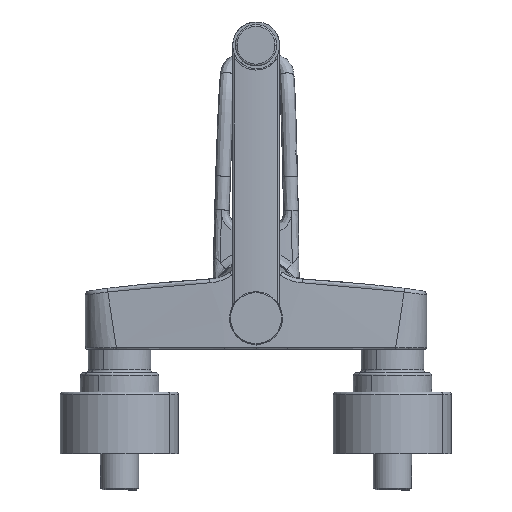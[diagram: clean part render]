
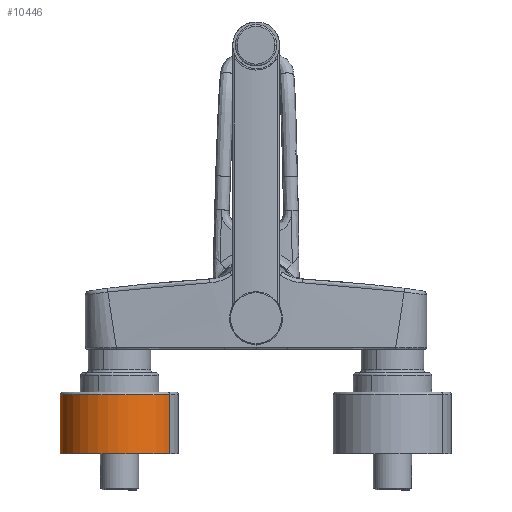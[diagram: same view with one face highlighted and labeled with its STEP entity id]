
A CAD part, front view. The second image highlights one B-rep face of the part: STEP entity #10446.
In plain terms, the highlighted cylindrical face has radius 32.5 mm (diameter 65 mm), a partial arc.
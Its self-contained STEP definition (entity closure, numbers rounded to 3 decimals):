
#214 = FACE_OUTER_BOUND ( 'NONE', #12375, .T. ) ;
#1897 = CARTESIAN_POINT ( 'NONE',  ( -47.344, -17.167, -23.552 ) ) ;
#2138 = CARTESIAN_POINT ( 'NONE',  ( -75., -0.098, -24.953 ) ) ;
#2389 = EDGE_CURVE ( 'NONE', #11046, #9311, #9471, .T. ) ;
#2546 = DIRECTION ( 'NONE',  ( 0., 0., 1. ) ) ;
#3067 = DIRECTION ( 'NONE',  ( 0., 0., -1. ) ) ;
#3626 = DIRECTION ( 'NONE',  ( 0., 0., -1. ) ) ;
#3931 = EDGE_CURVE ( 'NONE', #23046, #9311, #18155, .T. ) ;
#4468 = AXIS2_PLACEMENT_3D ( 'NONE', #12568, #3626, #5415 ) ;
#5415 = DIRECTION ( 'NONE',  ( 0.851, -0.525, 0. ) ) ;
#6100 = ORIENTED_EDGE ( 'NONE', *, *, #22123, .T. ) ;
#6296 = DIRECTION ( 'NONE',  ( -0.851, 0.525, 0. ) ) ;
#7752 = CARTESIAN_POINT ( 'NONE',  ( -102.656, 16.972, -57.452 ) ) ;
#9311 = VERTEX_POINT ( 'NONE', #13847 ) ;
#9471 = CIRCLE ( 'NONE', #18810, 32.5 ) ;
#9969 = LINE ( 'NONE', #12006, #21987 ) ;
#10009 = AXIS2_PLACEMENT_3D ( 'NONE', #2138, #18333, #12877 ) ;
#10181 = ORIENTED_EDGE ( 'NONE', *, *, #20901, .T. ) ;
#10284 = VERTEX_POINT ( 'NONE', #21103 ) ;
#10446 = ADVANCED_FACE ( 'NONE', ( #214 ), #14471, .T. ) ;
#10722 = ORIENTED_EDGE ( 'NONE', *, *, #3931, .F. ) ;
#10797 = CIRCLE ( 'NONE', #10009, 32.5 ) ;
#11046 = VERTEX_POINT ( 'NONE', #7752 ) ;
#11132 = ORIENTED_EDGE ( 'NONE', *, *, #2389, .T. ) ;
#12006 = CARTESIAN_POINT ( 'NONE',  ( -102.656, 16.972, -23.552 ) ) ;
#12375 = EDGE_LOOP ( 'NONE', ( #6100, #10181, #11132, #10722 ) ) ;
#12568 = CARTESIAN_POINT ( 'NONE',  ( -75., -0.098, -23.552 ) ) ;
#12877 = DIRECTION ( 'NONE',  ( 0.525, 0.851, 0. ) ) ;
#13847 = CARTESIAN_POINT ( 'NONE',  ( -47.344, -17.167, -57.452 ) ) ;
#14431 = DIRECTION ( 'NONE',  ( 0., 0., -1. ) ) ;
#14471 = CYLINDRICAL_SURFACE ( 'NONE', #4468, 32.5 ) ;
#17024 = VECTOR ( 'NONE', #14431, 1000. ) ;
#18155 = LINE ( 'NONE', #1897, #17024 ) ;
#18333 = DIRECTION ( 'NONE',  ( 0., 0., -1. ) ) ;
#18750 = CARTESIAN_POINT ( 'NONE',  ( -75., -0.098, -57.452 ) ) ;
#18810 = AXIS2_PLACEMENT_3D ( 'NONE', #18750, #2546, #6296 ) ;
#20901 = EDGE_CURVE ( 'NONE', #10284, #11046, #9969, .T. ) ;
#21103 = CARTESIAN_POINT ( 'NONE',  ( -102.656, 16.972, -24.953 ) ) ;
#21987 = VECTOR ( 'NONE', #3067, 1000. ) ;
#22123 = EDGE_CURVE ( 'NONE', #23046, #10284, #10797, .T. ) ;
#22778 = CARTESIAN_POINT ( 'NONE',  ( -47.344, -17.167, -24.953 ) ) ;
#23046 = VERTEX_POINT ( 'NONE', #22778 ) ;
